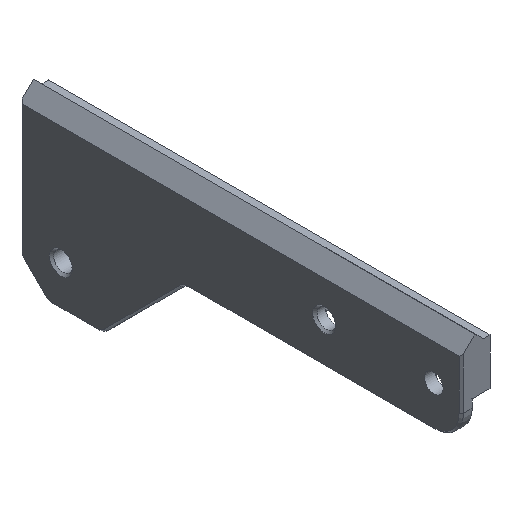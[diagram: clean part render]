
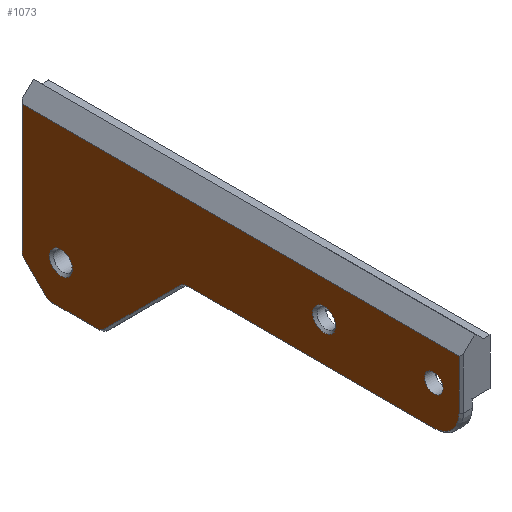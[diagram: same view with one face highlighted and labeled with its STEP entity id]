
A CAD part, isometric view. The second image highlights one B-rep face of the part: STEP entity #1073.
In plain terms, the highlighted planar face has unit normal (-1, 0, 0).
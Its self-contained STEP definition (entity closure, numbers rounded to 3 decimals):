
#15=FACE_BOUND('',#159,.T.);
#16=FACE_BOUND('',#160,.T.);
#17=FACE_BOUND('',#161,.T.);
#32=CIRCLE('',#1140,1.7);
#45=CIRCLE('',#1170,4.6);
#46=CIRCLE('',#1173,1.6);
#47=CIRCLE('',#1174,1.6);
#48=CIRCLE('',#1175,1.6);
#49=CIRCLE('',#1176,2.4);
#50=CIRCLE('',#1177,2.1);
#51=CIRCLE('',#1178,2.1);
#99=FACE_OUTER_BOUND('',#158,.T.);
#158=EDGE_LOOP('',(#849,#850,#851,#852,#853,#854,#855,#856,#857,#858,#859,
#860));
#159=EDGE_LOOP('',(#861));
#160=EDGE_LOOP('',(#862));
#161=EDGE_LOOP('',(#863));
#267=LINE('',#1713,#391);
#270=LINE('',#1723,#394);
#273=LINE('',#1729,#397);
#274=LINE('',#1731,#398);
#275=LINE('',#1735,#399);
#276=LINE('',#1739,#400);
#277=LINE('',#1743,#401);
#391=VECTOR('',#1386,10.);
#394=VECTOR('',#1397,10.);
#397=VECTOR('',#1402,1000.);
#398=VECTOR('',#1403,1000.);
#399=VECTOR('',#1406,1000.);
#400=VECTOR('',#1409,1000.);
#401=VECTOR('',#1412,1000.);
#462=VERTEX_POINT('',#1595);
#502=VERTEX_POINT('',#1710);
#503=VERTEX_POINT('',#1712);
#505=VERTEX_POINT('',#1717);
#506=VERTEX_POINT('',#1722);
#508=VERTEX_POINT('',#1728);
#509=VERTEX_POINT('',#1730);
#510=VERTEX_POINT('',#1732);
#511=VERTEX_POINT('',#1734);
#512=VERTEX_POINT('',#1736);
#513=VERTEX_POINT('',#1738);
#514=VERTEX_POINT('',#1740);
#515=VERTEX_POINT('',#1742);
#516=VERTEX_POINT('',#1745);
#517=VERTEX_POINT('',#1747);
#569=EDGE_CURVE('',#462,#462,#32,.T.);
#629=EDGE_CURVE('',#502,#503,#267,.T.);
#633=EDGE_CURVE('',#503,#505,#45,.T.);
#634=EDGE_CURVE('',#506,#505,#270,.T.);
#637=EDGE_CURVE('',#502,#508,#273,.T.);
#638=EDGE_CURVE('',#508,#509,#274,.T.);
#639=EDGE_CURVE('',#509,#510,#46,.T.);
#640=EDGE_CURVE('',#510,#511,#275,.T.);
#641=EDGE_CURVE('',#511,#512,#47,.T.);
#642=EDGE_CURVE('',#512,#513,#276,.T.);
#643=EDGE_CURVE('',#513,#514,#48,.T.);
#644=EDGE_CURVE('',#514,#515,#277,.T.);
#645=EDGE_CURVE('',#515,#506,#49,.T.);
#646=EDGE_CURVE('',#516,#516,#50,.T.);
#647=EDGE_CURVE('',#517,#517,#51,.T.);
#849=ORIENTED_EDGE('',*,*,#633,.F.);
#850=ORIENTED_EDGE('',*,*,#629,.F.);
#851=ORIENTED_EDGE('',*,*,#637,.T.);
#852=ORIENTED_EDGE('',*,*,#638,.T.);
#853=ORIENTED_EDGE('',*,*,#639,.T.);
#854=ORIENTED_EDGE('',*,*,#640,.T.);
#855=ORIENTED_EDGE('',*,*,#641,.T.);
#856=ORIENTED_EDGE('',*,*,#642,.T.);
#857=ORIENTED_EDGE('',*,*,#643,.T.);
#858=ORIENTED_EDGE('',*,*,#644,.T.);
#859=ORIENTED_EDGE('',*,*,#645,.T.);
#860=ORIENTED_EDGE('',*,*,#634,.T.);
#861=ORIENTED_EDGE('',*,*,#646,.T.);
#862=ORIENTED_EDGE('',*,*,#647,.T.);
#863=ORIENTED_EDGE('',*,*,#569,.T.);
#1024=PLANE('',#1172);
#1073=ADVANCED_FACE('',(#99,#15,#16,#17),#1024,.F.);
#1140=AXIS2_PLACEMENT_3D('',#1596,#1282,#1283);
#1170=AXIS2_PLACEMENT_3D('',#1720,#1393,#1394);
#1172=AXIS2_PLACEMENT_3D('',#1727,#1400,#1401);
#1173=AXIS2_PLACEMENT_3D('',#1733,#1404,#1405);
#1174=AXIS2_PLACEMENT_3D('',#1737,#1407,#1408);
#1175=AXIS2_PLACEMENT_3D('',#1741,#1410,#1411);
#1176=AXIS2_PLACEMENT_3D('',#1744,#1413,#1414);
#1177=AXIS2_PLACEMENT_3D('',#1746,#1415,#1416);
#1178=AXIS2_PLACEMENT_3D('',#1748,#1417,#1418);
#1282=DIRECTION('center_axis',(1.,0.,0.));
#1283=DIRECTION('ref_axis',(0.,0.,1.));
#1386=DIRECTION('',(0.,0.,-1.));
#1393=DIRECTION('center_axis',(1.,0.,0.));
#1394=DIRECTION('ref_axis',(0.,0.,-1.));
#1397=DIRECTION('',(0.,-1.,0.));
#1400=DIRECTION('center_axis',(1.,0.,0.));
#1401=DIRECTION('ref_axis',(0.,1.,0.));
#1402=DIRECTION('',(0.,1.,0.));
#1403=DIRECTION('',(0.,0.,-1.));
#1404=DIRECTION('center_axis',(-1.,0.,0.));
#1405=DIRECTION('ref_axis',(0.,0.,-1.));
#1406=DIRECTION('',(0.,-0.707,-0.707));
#1407=DIRECTION('center_axis',(-1.,0.,0.));
#1408=DIRECTION('ref_axis',(0.,0.,-1.));
#1409=DIRECTION('',(0.,-1.,0.));
#1410=DIRECTION('center_axis',(-1.,0.,0.));
#1411=DIRECTION('ref_axis',(0.,0.,-1.));
#1412=DIRECTION('',(0.,-0.707,0.707));
#1413=DIRECTION('center_axis',(1.,0.,0.));
#1414=DIRECTION('ref_axis',(0.,0.,-1.));
#1415=DIRECTION('center_axis',(1.,0.,0.));
#1416=DIRECTION('ref_axis',(0.,0.,-1.));
#1417=DIRECTION('center_axis',(1.,0.,0.));
#1418=DIRECTION('ref_axis',(0.,0.,-1.));
#1595=CARTESIAN_POINT('',(0.,-12.5,-13.2));
#1596=CARTESIAN_POINT('Origin',(0.,-12.5,-11.5));
#1710=CARTESIAN_POINT('',(0.,-17.1,-5.));
#1712=CARTESIAN_POINT('',(0.,-17.1,-14.));
#1713=CARTESIAN_POINT('',(0.,-17.1,-5.375));
#1717=CARTESIAN_POINT('',(0.,-12.5,-18.6));
#1720=CARTESIAN_POINT('Origin',(0.,-12.5,-14.));
#1722=CARTESIAN_POINT('',(0.,32.172,-18.6));
#1723=CARTESIAN_POINT('',(0.,0.,-18.6));
#1727=CARTESIAN_POINT('Origin',(0.,63.,0.));
#1728=CARTESIAN_POINT('',(0.,62.6,-5.));
#1729=CARTESIAN_POINT('',(0.,63.,-5.));
#1730=CARTESIAN_POINT('',(0.,62.6,-28.172));
#1731=CARTESIAN_POINT('',(0.,62.6,0.));
#1732=CARTESIAN_POINT('',(0.,62.131,-29.303));
#1733=CARTESIAN_POINT('Origin',(0.,61.,-28.172));
#1734=CARTESIAN_POINT('',(0.,58.303,-33.131));
#1735=CARTESIAN_POINT('',(0.,58.303,-33.131));
#1736=CARTESIAN_POINT('',(0.,57.172,-33.6));
#1737=CARTESIAN_POINT('Origin',(0.,57.172,
-32.));
#1738=CARTESIAN_POINT('',(0.,48.828,-33.6));
#1739=CARTESIAN_POINT('',(0.,48.828,-33.6));
#1740=CARTESIAN_POINT('',(0.,47.697,-33.131));
#1741=CARTESIAN_POINT('Origin',(0.,48.828,
-32.));
#1742=CARTESIAN_POINT('',(0.,33.869,-19.303));
#1743=CARTESIAN_POINT('',(0.,38.783,-24.217));
#1744=CARTESIAN_POINT('Origin',(0.,32.172,-21.));
#1745=CARTESIAN_POINT('',(0.,7.5,-13.6));
#1746=CARTESIAN_POINT('Origin',(0.,7.5,-11.5));
#1747=CARTESIAN_POINT('',(0.,55.5,-28.6));
#1748=CARTESIAN_POINT('Origin',(0.,55.5,-26.5));
